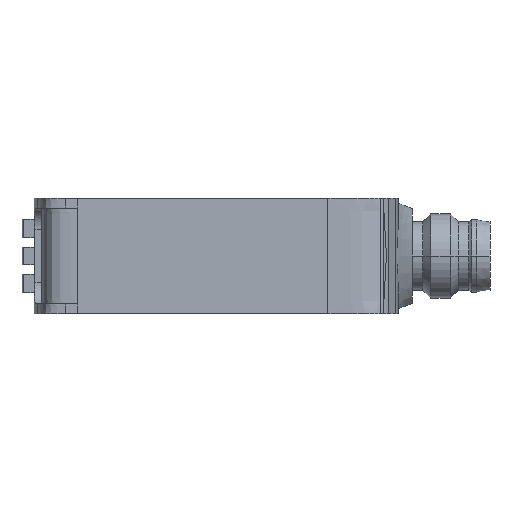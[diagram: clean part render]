
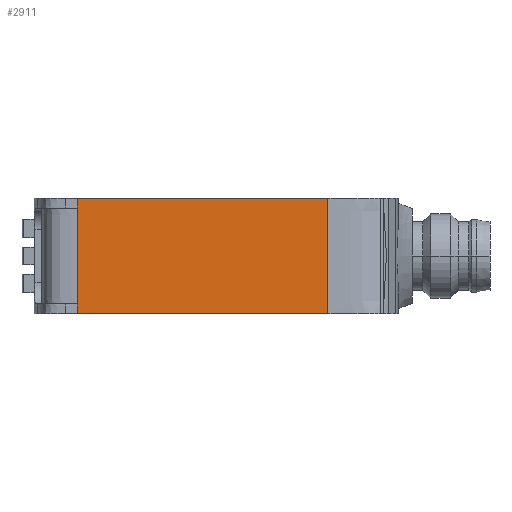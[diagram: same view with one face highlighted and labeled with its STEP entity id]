
A CAD part, left-side view. The second image highlights one B-rep face of the part: STEP entity #2911.
In plain terms, the highlighted planar face has unit normal (-1, -0.026, 0).
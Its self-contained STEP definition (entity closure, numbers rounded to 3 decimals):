
#138=DIRECTION('',(0.026,-1.,0.));
#139=VECTOR('',#138,23.808);
#140=CARTESIAN_POINT('',(-3.811,24.8,5.5));
#141=LINE('',#140,#139);
#149=CARTESIAN_POINT('',(-3.811,24.8,5.5));
#600=CARTESIAN_POINT('',(-3.811,24.8,-5.5));
#605=DIRECTION('',(0.026,-1.,0.));
#606=VECTOR('',#605,23.808);
#607=CARTESIAN_POINT('',(-3.811,24.8,-5.5));
#608=LINE('',#607,#606);
#694=DIRECTION('',(0.,0.,-1.));
#695=VECTOR('',#694,11.);
#696=CARTESIAN_POINT('',(-3.188,1.,5.5));
#697=LINE('',#696,#695);
#724=DIRECTION('',(0.,0.,1.));
#725=VECTOR('',#724,9.1);
#726=CARTESIAN_POINT('',(-3.811,24.8,-4.55));
#727=LINE('',#726,#725);
#731=DIRECTION('',(0.,0.,-1.));
#732=VECTOR('',#731,0.95);
#733=CARTESIAN_POINT('',(-3.811,24.8,5.5));
#734=LINE('',#733,#732);
#738=DIRECTION('',(0.,0.,-1.));
#739=VECTOR('',#738,0.95);
#740=CARTESIAN_POINT('',(-3.811,24.8,-4.55));
#741=LINE('',#740,#739);
#1067=CARTESIAN_POINT('',(-3.811,24.8,-4.55));
#1083=CARTESIAN_POINT('',(-3.811,24.8,4.55));
#2251=VERTEX_POINT('',#149);
#2252=CARTESIAN_POINT('',(-3.188,1.,5.5));
#2253=VERTEX_POINT('',#2252);
#2278=VERTEX_POINT('',#600);
#2279=CARTESIAN_POINT('',(-3.188,1.,-5.5));
#2280=VERTEX_POINT('',#2279);
#2467=VERTEX_POINT('',#1067);
#2468=VERTEX_POINT('',#1083);
#2895=CARTESIAN_POINT('',(-3.811,24.8,5.5));
#2896=DIRECTION('',(-1.,-0.026,0.));
#2897=DIRECTION('',(0.026,-1.,0.));
#2898=AXIS2_PLACEMENT_3D('',#2895,#2896,#2897);
#2899=PLANE('',#2898);
#2901=ORIENTED_EDGE('',*,*,#2900,.T.);
#2903=ORIENTED_EDGE('',*,*,#2902,.F.);
#2904=ORIENTED_EDGE('',*,*,#2530,.T.);
#2905=ORIENTED_EDGE('',*,*,#2865,.T.);
#2906=ORIENTED_EDGE('',*,*,#2681,.F.);
#2908=ORIENTED_EDGE('',*,*,#2907,.F.);
#2909=EDGE_LOOP('',(#2901,#2903,#2904,#2905,#2906,#2908));
#2910=FACE_OUTER_BOUND('',#2909,.F.);
#2911=ADVANCED_FACE('',(#2910),#2899,.T.);
#2530=EDGE_CURVE('',#2251,#2253,#141,.T.);
#2681=EDGE_CURVE('',#2278,#2280,#608,.T.);
#2865=EDGE_CURVE('',#2253,#2280,#697,.T.);
#2900=EDGE_CURVE('',#2467,#2468,#727,.T.);
#2902=EDGE_CURVE('',#2251,#2468,#734,.T.);
#2907=EDGE_CURVE('',#2467,#2278,#741,.T.);
